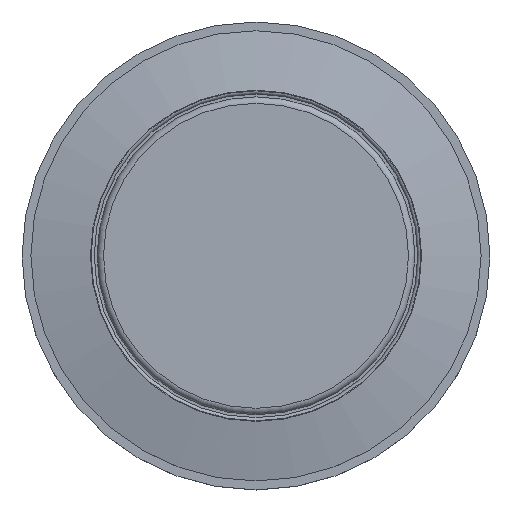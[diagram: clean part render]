
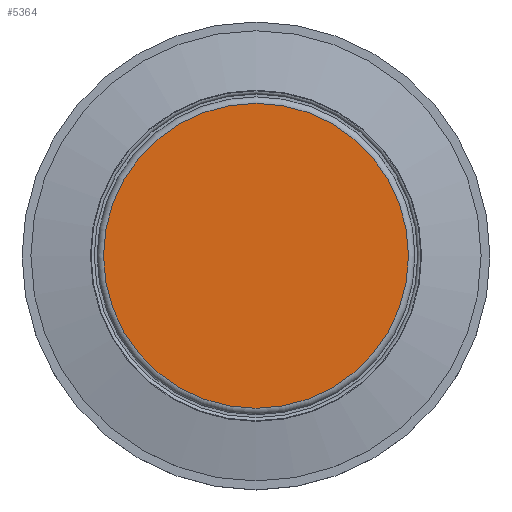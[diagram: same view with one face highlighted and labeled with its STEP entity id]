
A CAD part, top view. The second image highlights one B-rep face of the part: STEP entity #5364.
In plain terms, the highlighted planar face has unit normal (0, 0, 1).
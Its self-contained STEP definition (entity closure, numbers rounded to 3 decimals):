
#1474=FACE_OUTER_BOUND('',#1809,.T.);
#1809=EDGE_LOOP('',(#4908,#4909));
#1996=CIRCLE('',#5881,9.45);
#1997=CIRCLE('',#5882,9.45);
#2526=VERTEX_POINT('',#15437);
#2527=VERTEX_POINT('',#15438);
#3321=EDGE_CURVE('',#2526,#2527,#1996,.T.);
#3322=EDGE_CURVE('',#2527,#2526,#1997,.T.);
#4908=ORIENTED_EDGE('',*,*,#3321,.F.);
#4909=ORIENTED_EDGE('',*,*,#3322,.F.);
#5063=PLANE('',#5880);
#5364=ADVANCED_FACE('',(#1474),#5063,.T.);
#5880=AXIS2_PLACEMENT_3D('',#15436,#7239,#7240);
#5881=AXIS2_PLACEMENT_3D('',#15439,#7241,#7242);
#5882=AXIS2_PLACEMENT_3D('',#15440,#7243,#7244);
#7239=DIRECTION('center_axis',(0.,0.,
1.));
#7240=DIRECTION('ref_axis',(1.,0.,0.));
#7241=DIRECTION('center_axis',(0.,0.,
-1.));
#7242=DIRECTION('ref_axis',(-1.,0.,0.));
#7243=DIRECTION('center_axis',(0.,0.,
-1.));
#7244=DIRECTION('ref_axis',(-1.,0.,0.));
#15436=CARTESIAN_POINT('Origin',(-4.725,0.,
9.275));
#15437=CARTESIAN_POINT('',(-9.45,0.,9.275));
#15438=CARTESIAN_POINT('',(9.45,0.,9.275));
#15439=CARTESIAN_POINT('Origin',(0.,0.,
9.275));
#15440=CARTESIAN_POINT('Origin',(0.,0.,
9.275));
